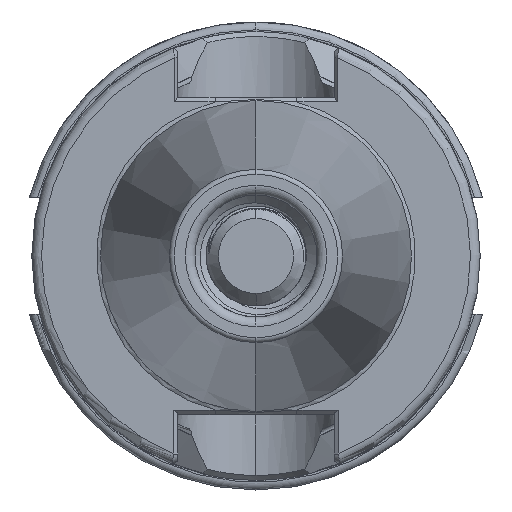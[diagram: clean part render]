
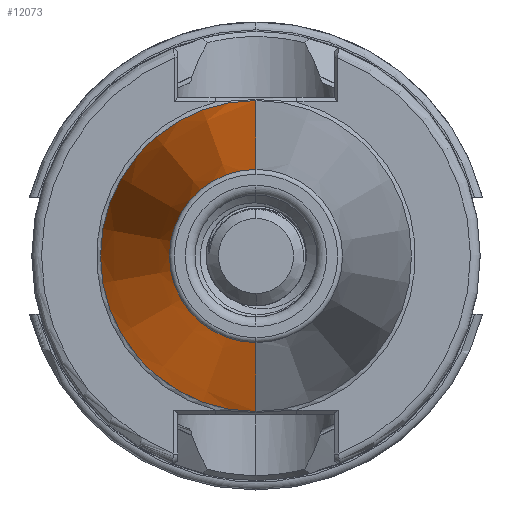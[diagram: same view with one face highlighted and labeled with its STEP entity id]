
A CAD part, left-side view. The second image highlights one B-rep face of the part: STEP entity #12073.
In plain terms, the highlighted conical face has half-angle 8.297 degrees and reference radius 15.948 mm.
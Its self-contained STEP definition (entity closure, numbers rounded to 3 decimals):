
#2808 = DIRECTION ( 'NONE',  ( 1., 0., 0. ) ) ;
#2825 = CARTESIAN_POINT ( 'NONE',  ( -1.5, 0., 0. ) ) ;
#2828 = DIRECTION ( 'NONE',  ( 0., 0., -1. ) ) ;
#6431 = AXIS2_PLACEMENT_3D ( 'NONE', #2825, #2808, #2828 ) ;
#9016 = EDGE_CURVE ( 'NONE', #13603, #13710, #13778, .T. ) ;
#9033 = EDGE_CURVE ( 'NONE', #13678, #13703, #13789, .T. ) ;
#9043 = EDGE_CURVE ( 'NONE', #13710, #13703, #13736, .T. ) ;
#9046 = EDGE_CURVE ( 'NONE', #13603, #13678, #13733, .T. ) ;
#9071 = AXIS2_PLACEMENT_3D ( 'NONE', #16953, #16950, #16943 ) ;
#9106 = AXIS2_PLACEMENT_3D ( 'NONE', #16854, #16843, #16855 ) ;
#12073 = ADVANCED_FACE ( 'NONE', ( #19533 ), #19475, .T. ) ;
#12604 = ORIENTED_EDGE ( 'NONE', *, *, #9046, .F. ) ;
#12611 = ORIENTED_EDGE ( 'NONE', *, *, #9016, .T. ) ;
#12648 = ORIENTED_EDGE ( 'NONE', *, *, #9033, .F. ) ;
#12696 = ORIENTED_EDGE ( 'NONE', *, *, #9043, .T. ) ;
#13603 = VERTEX_POINT ( 'NONE', #15869 ) ;
#13654 = EDGE_LOOP ( 'NONE', ( #12611, #12696, #12648, #12604 ) ) ;
#13678 = VERTEX_POINT ( 'NONE', #15932 ) ;
#13703 = VERTEX_POINT ( 'NONE', #15952 ) ;
#13710 = VERTEX_POINT ( 'NONE', #15941 ) ;
#13733 = LINE ( 'NONE', #17214, #13741 ) ;
#13736 = LINE ( 'NONE', #16978, #13754 ) ;
#13741 = VECTOR ( 'NONE', #17163, 1000. ) ;
#13754 = VECTOR ( 'NONE', #16979, 1000. ) ;
#13778 = CIRCLE ( 'NONE', #9106, 8.879 ) ;
#13789 = CIRCLE ( 'NONE', #9071, 15.948 ) ;
#15869 = CARTESIAN_POINT ( 'NONE',  ( -49.972, 0., -8.879 ) ) ;
#15932 = CARTESIAN_POINT ( 'NONE',  ( -1.5, 0., -15.948 ) ) ;
#15941 = CARTESIAN_POINT ( 'NONE',  ( -49.972, 0., 8.879 ) ) ;
#15952 = CARTESIAN_POINT ( 'NONE',  ( -1.5, 0., 15.948 ) ) ;
#16843 = DIRECTION ( 'NONE',  ( 1., 0., 0. ) ) ;
#16854 = CARTESIAN_POINT ( 'NONE',  ( -49.972, 0., 0. ) ) ;
#16855 = DIRECTION ( 'NONE',  ( 0., 0., -1. ) ) ;
#16943 = DIRECTION ( 'NONE',  ( 0., 0., -1. ) ) ;
#16950 = DIRECTION ( 'NONE',  ( 1., 0., 0. ) ) ;
#16953 = CARTESIAN_POINT ( 'NONE',  ( -1.5, 0., 0. ) ) ;
#16978 = CARTESIAN_POINT ( 'NONE',  ( -1.5, 0., 15.948 ) ) ;
#16979 = DIRECTION ( 'NONE',  ( 0.99, 0., 0.144 ) ) ;
#17163 = DIRECTION ( 'NONE',  ( 0.99, 0., -0.144 ) ) ;
#17214 = CARTESIAN_POINT ( 'NONE',  ( -1.5, 0., -15.948 ) ) ;
#19475 = CONICAL_SURFACE ( 'NONE', #6431, 15.948, 0.145 ) ;
#19533 = FACE_OUTER_BOUND ( 'NONE', #13654, .T. ) ;
